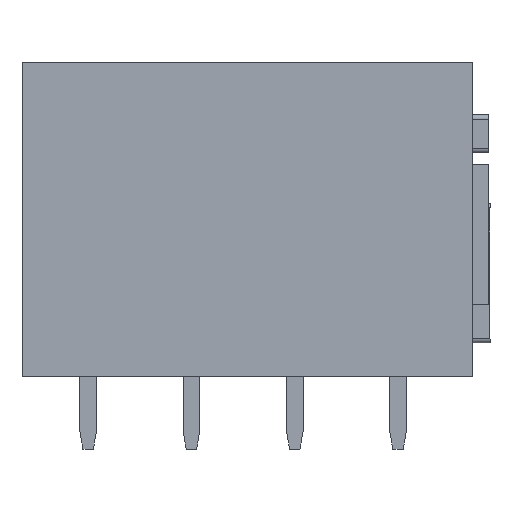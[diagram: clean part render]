
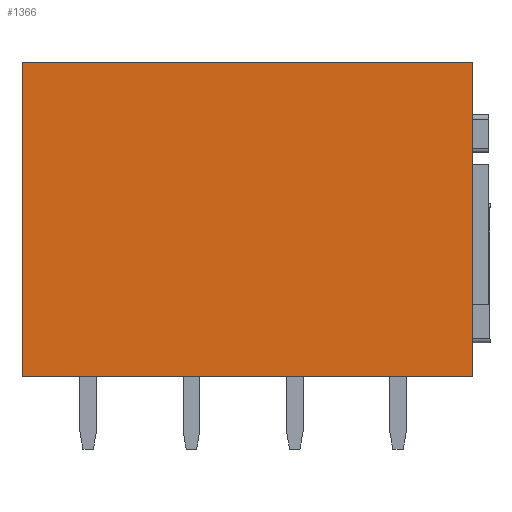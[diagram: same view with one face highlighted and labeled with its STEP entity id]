
A CAD part, front view. The second image highlights one B-rep face of the part: STEP entity #1366.
In plain terms, the highlighted planar face has unit normal (0, -1, 0).
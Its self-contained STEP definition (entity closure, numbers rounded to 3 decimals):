
#1346=AXIS2_PLACEMENT_3D('Plane Axis2P3D',#1343,#1344,#1345) ;
#199=CARTESIAN_POINT('Vertex',(21.8,0.,18.7)) ;
#202=CARTESIAN_POINT('Line Origine',(21.8,0.,11.1)) ;
#206=CARTESIAN_POINT('Vertex',(21.8,0.,3.5)) ;
#887=CARTESIAN_POINT('Vertex',(0.,0.,18.7)) ;
#890=CARTESIAN_POINT('Line Origine',(10.9,0.,18.7)) ;
#1343=CARTESIAN_POINT('Axis2P3D Location',(0.,0.,18.7)) ;
#1348=CARTESIAN_POINT('Line Origine',(0.,0.,11.1)) ;
#1352=CARTESIAN_POINT('Vertex',(0.,0.,3.5)) ;
#1355=CARTESIAN_POINT('Line Origine',(10.9,0.,3.5)) ;
#203=DIRECTION('Vector Direction',(0.,0.,-1.)) ;
#891=DIRECTION('Vector Direction',(1.,0.,0.)) ;
#1344=DIRECTION('Axis2P3D Direction',(0.,-1.,0.)) ;
#1345=DIRECTION('Axis2P3D XDirection',(0.,0.,-1.)) ;
#1349=DIRECTION('Vector Direction',(0.,0.,-1.)) ;
#1356=DIRECTION('Vector Direction',(1.,0.,0.)) ;
#204=VECTOR('Line Direction',#203,1.) ;
#892=VECTOR('Line Direction',#891,1.) ;
#1350=VECTOR('Line Direction',#1349,1.) ;
#1357=VECTOR('Line Direction',#1356,1.) ;
#1361=ORIENTED_EDGE('',*,*,#208,.T.) ;
#1362=ORIENTED_EDGE('',*,*,#894,.F.) ;
#1363=ORIENTED_EDGE('',*,*,#1354,.F.) ;
#1364=ORIENTED_EDGE('',*,*,#1359,.T.) ;
#1366=ADVANCED_FACE('Housing',(#1365),#1347,.T.) ;
#208=EDGE_CURVE('',#207,#200,#205,.F.) ;
#894=EDGE_CURVE('',#888,#200,#893,.T.) ;
#1354=EDGE_CURVE('',#1353,#888,#1351,.F.) ;
#1359=EDGE_CURVE('',#1353,#207,#1358,.T.) ;
#1360=EDGE_LOOP('',(#1361,#1362,#1363,#1364)) ;
#1365=FACE_OUTER_BOUND('',#1360,.T.) ;
#205=LINE('Line',#202,#204) ;
#893=LINE('Line',#890,#892) ;
#1351=LINE('Line',#1348,#1350) ;
#1358=LINE('Line',#1355,#1357) ;
#1347=PLANE('',#1346) ;
#200=VERTEX_POINT('',#199) ;
#207=VERTEX_POINT('',#206) ;
#888=VERTEX_POINT('',#887) ;
#1353=VERTEX_POINT('',#1352) ;
